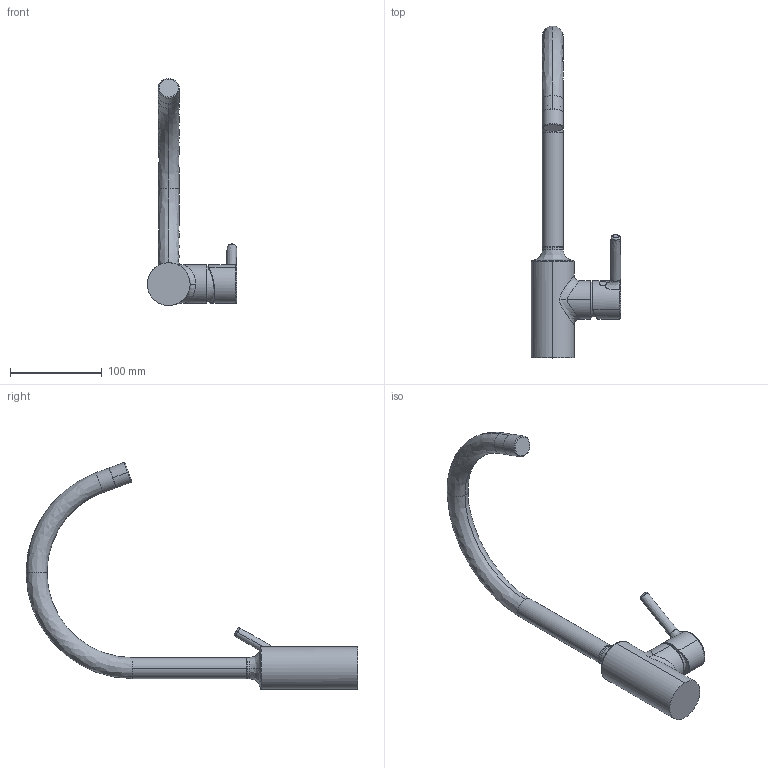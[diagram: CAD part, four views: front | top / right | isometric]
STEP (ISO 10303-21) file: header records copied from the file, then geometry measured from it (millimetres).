
FILE_DESCRIPTION (( 'STEP AP203' ), '1' );
FILE_NAME ('2638AF-33(2023)+5220226733(2023).STEP', '2023-04-20T04:00:19', ( '' ), ( '' ), 'SwSTEP 2.0', 'SolidWorks 2016', '' );
FILE_SCHEMA (( 'CONFIG_CONTROL_DESIGN' ));
Length unit declared in the file: millimetre
Products named in the file (1): 2638AF-33(2023)+5220226733(2023)
Bounding box: 97.16 x 361.05 x 246.99 mm (x, y, z)
Surface area: 69098.5 mm2 (no closed solid volume)
Topology: 0 solids, 6 shells, 75 faces, 166 edges, 105 vertices
Faces by surface type: bspline 37, cylinder 20, plane 14, cone 2, torus 2
Entity records: 9238 total; most frequent: CARTESIAN_POINT 7737, ORIENTED_EDGE 330, DIRECTION 235, EDGE_CURVE 166, VERTEX_POINT 105, AXIS2_PLACEMENT_3D 105, EDGE_LOOP 78, FACE_OUTER_BOUND 75
